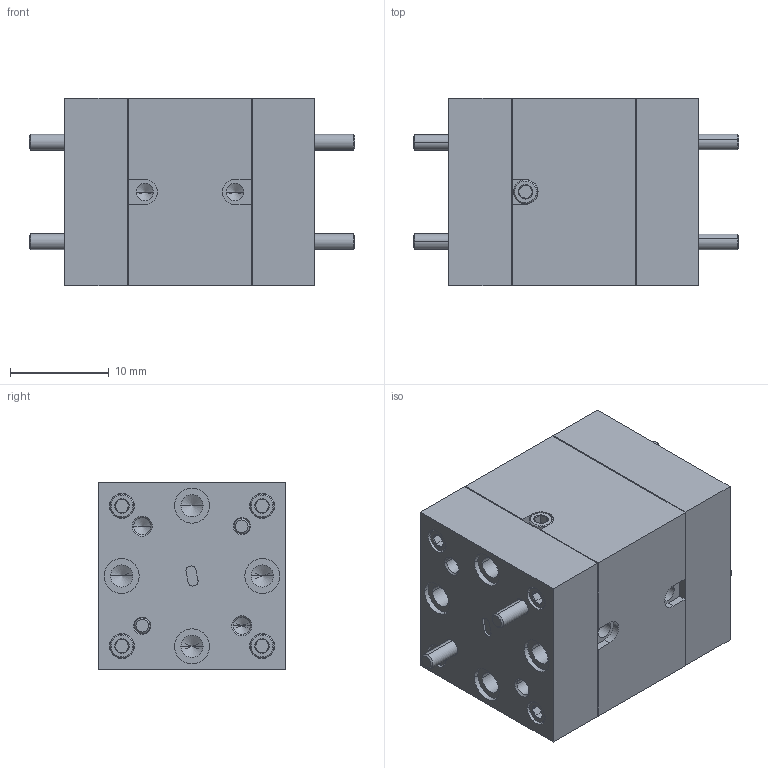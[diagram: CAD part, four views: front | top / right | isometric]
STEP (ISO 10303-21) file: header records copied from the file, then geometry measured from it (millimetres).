
FILE_DESCRIPTION (( 'STEP AP203' ), '1' );
FILE_NAME ('STF-08-S1-C.STEP', '2019-11-04T20:50:35', ( '' ), ( '' ), 'SwSTEP 2.0', 'SolidWorks 2016', '' );
FILE_SCHEMA (( 'CONFIG_CONTROL_DESIGN' ));
Products named in the file (1): STF-08-S1-C
Bounding box: 33.08 x 19.05 x 19.05 mm (x, y, z)
Volume: 8836.6 mm3; surface area: 5562.5 mm2
Topology: 5 solids, 6 shells, 993 faces, 2585 edges, 1633 vertices
Faces by surface type: cylinder 661, cone 171, plane 143, bspline 18
Entity records: 46618 total; most frequent: CARTESIAN_POINT 25561, ORIENTED_EDGE 5094, DIRECTION 3749, EDGE_CURVE 2547, VERTEX_POINT 1633, AXIS2_PLACEMENT_3D 1397, EDGE_LOOP 1072, ADVANCED_FACE 993
